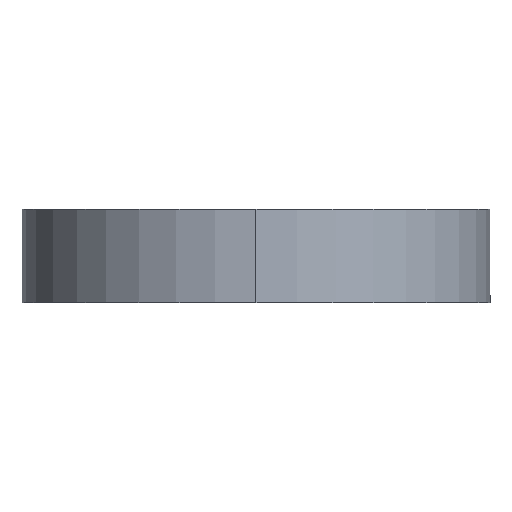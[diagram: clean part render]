
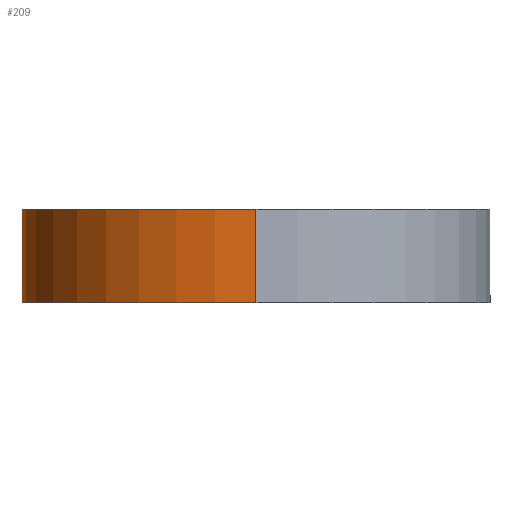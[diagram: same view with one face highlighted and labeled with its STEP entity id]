
A CAD part, front view. The second image highlights one B-rep face of the part: STEP entity #209.
In plain terms, the highlighted cylindrical face has radius 25 mm (diameter 50 mm), a partial arc.
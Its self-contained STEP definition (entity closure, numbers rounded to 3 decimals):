
#19 = VERTEX_POINT ( 'NONE', #693 ) ;
#38 = CARTESIAN_POINT ( 'NONE',  ( -25., 10., 20. ) ) ;
#57 = VERTEX_POINT ( 'NONE', #1292 ) ;
#87 = LINE ( 'NONE', #1112, #1021 ) ;
#147 = DIRECTION ( 'NONE',  ( 0., 0., -1. ) ) ;
#209 = ADVANCED_FACE ( 'NONE', ( #486 ), #1015, .T. ) ;
#288 = AXIS2_PLACEMENT_3D ( 'NONE', #741, #929, #539 ) ;
#362 = VERTEX_POINT ( 'NONE', #485 ) ;
#447 = CARTESIAN_POINT ( 'NONE',  ( 0., 10., 0. ) ) ;
#457 = DIRECTION ( 'NONE',  ( 0., 0., 1. ) ) ;
#485 = CARTESIAN_POINT ( 'NONE',  ( 0., -15., 0. ) ) ;
#486 = FACE_OUTER_BOUND ( 'NONE', #735, .T. ) ;
#487 = AXIS2_PLACEMENT_3D ( 'NONE', #810, #1313, #1329 ) ;
#532 = CIRCLE ( 'NONE', #1115, 25. ) ;
#539 = DIRECTION ( 'NONE',  ( -1., 0., 0. ) ) ;
#679 = EDGE_CURVE ( 'NONE', #362, #57, #532, .T. ) ;
#693 = CARTESIAN_POINT ( 'NONE',  ( 0., -15., 10. ) ) ;
#714 = EDGE_CURVE ( 'NONE', #57, #848, #961, .T. ) ;
#735 = EDGE_LOOP ( 'NONE', ( #1028, #842, #1285, #834 ) ) ;
#741 = CARTESIAN_POINT ( 'NONE',  ( 0., 10., 10. ) ) ;
#810 = CARTESIAN_POINT ( 'NONE',  ( 0., 10., 20. ) ) ;
#813 = EDGE_CURVE ( 'NONE', #19, #362, #87, .T. ) ;
#834 = ORIENTED_EDGE ( 'NONE', *, *, #679, .F. ) ;
#842 = ORIENTED_EDGE ( 'NONE', *, *, #1025, .F. ) ;
#848 = VERTEX_POINT ( 'NONE', #1216 ) ;
#859 = CIRCLE ( 'NONE', #288, 25. ) ;
#929 = DIRECTION ( 'NONE',  ( 0., 0., 1. ) ) ;
#961 = LINE ( 'NONE', #38, #1170 ) ;
#966 = DIRECTION ( 'NONE',  ( -1., 0., 0. ) ) ;
#1015 = CYLINDRICAL_SURFACE ( 'NONE', #487, 25. ) ;
#1021 = VECTOR ( 'NONE', #1082, 1000. ) ;
#1025 = EDGE_CURVE ( 'NONE', #848, #19, #859, .T. ) ;
#1028 = ORIENTED_EDGE ( 'NONE', *, *, #813, .F. ) ;
#1082 = DIRECTION ( 'NONE',  ( 0., 0., -1. ) ) ;
#1112 = CARTESIAN_POINT ( 'NONE',  ( 0., -15., 20. ) ) ;
#1115 = AXIS2_PLACEMENT_3D ( 'NONE', #447, #147, #966 ) ;
#1170 = VECTOR ( 'NONE', #457, 1000. ) ;
#1216 = CARTESIAN_POINT ( 'NONE',  ( -25., 10., 10. ) ) ;
#1285 = ORIENTED_EDGE ( 'NONE', *, *, #714, .F. ) ;
#1292 = CARTESIAN_POINT ( 'NONE',  ( -25., 10., 0. ) ) ;
#1313 = DIRECTION ( 'NONE',  ( 0., 0., -1. ) ) ;
#1329 = DIRECTION ( 'NONE',  ( -1., 0., 0. ) ) ;
